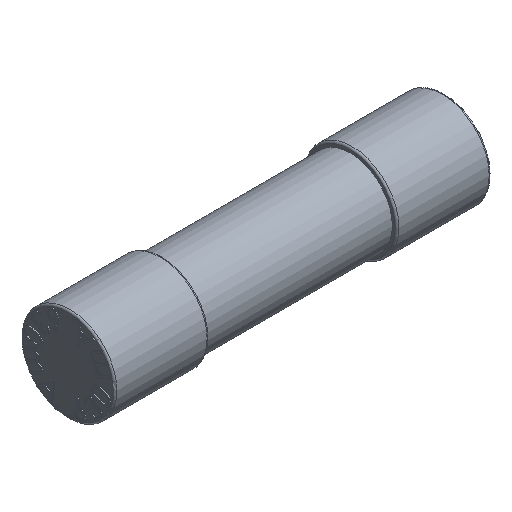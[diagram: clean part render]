
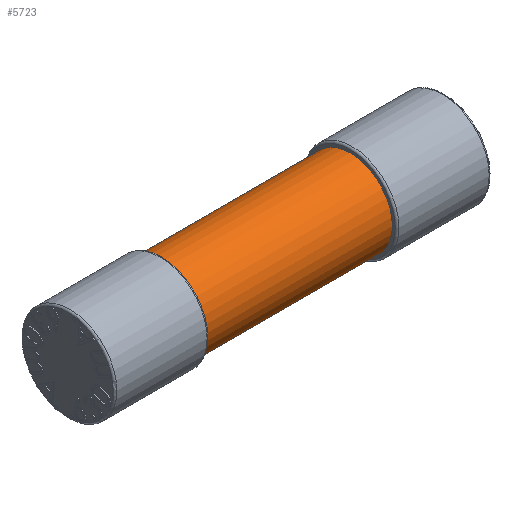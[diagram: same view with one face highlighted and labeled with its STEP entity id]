
A CAD part, isometric view. The second image highlights one B-rep face of the part: STEP entity #5723.
In plain terms, the highlighted cylindrical face has radius 2.25 mm (diameter 4.5 mm), a full revolution.
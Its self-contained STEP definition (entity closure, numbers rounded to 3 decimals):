
#4875 = CYLINDRICAL_SURFACE ( 'NONE', #11857, 2.25 ) ;
#5723 = ADVANCED_FACE ( 'NONE', ( #22164, #21515 ), #4875, .T. ) ;
#5752 = CARTESIAN_POINT ( 'NONE',  ( 9.75, 0., 0. ) ) ;
#6585 = CARTESIAN_POINT ( 'NONE',  ( 9.75, 2.25, 0. ) ) ;
#7022 = ORIENTED_EDGE ( 'NONE', *, *, #18337, .T. ) ;
#7823 = DIRECTION ( 'NONE',  ( 0., 1., 0. ) ) ;
#8280 = VERTEX_POINT ( 'NONE', #21142 ) ;
#9982 = DIRECTION ( 'NONE',  ( 1., 0., 0. ) ) ;
#11254 = DIRECTION ( 'NONE',  ( 0., 1., 0. ) ) ;
#11669 = ORIENTED_EDGE ( 'NONE', *, *, #17701, .F. ) ;
#11857 = AXIS2_PLACEMENT_3D ( 'NONE', #19531, #17517, #11254 ) ;
#13752 = AXIS2_PLACEMENT_3D ( 'NONE', #22448, #9982, #24532 ) ;
#13803 = VERTEX_POINT ( 'NONE', #6585 ) ;
#17517 = DIRECTION ( 'NONE',  ( 1., 0., 0. ) ) ;
#17701 = EDGE_CURVE ( 'NONE', #13803, #13803, #20218, .T. ) ;
#18337 = EDGE_CURVE ( 'NONE', #8280, #8280, #21144, .T. ) ;
#19290 = EDGE_LOOP ( 'NONE', ( #11669 ) ) ;
#19531 = CARTESIAN_POINT ( 'NONE',  ( 0., 0., 0. ) ) ;
#20080 = EDGE_LOOP ( 'NONE', ( #7022 ) ) ;
#20218 = CIRCLE ( 'NONE', #27015, 2.25 ) ;
#20314 = DIRECTION ( 'NONE',  ( 1., 0., 0. ) ) ;
#21142 = CARTESIAN_POINT ( 'NONE',  ( -9.75, 2.25, 0. ) ) ;
#21144 = CIRCLE ( 'NONE', #13752, 2.25 ) ;
#21515 = FACE_OUTER_BOUND ( 'NONE', #20080, .T. ) ;
#22164 = FACE_OUTER_BOUND ( 'NONE', #19290, .T. ) ;
#22448 = CARTESIAN_POINT ( 'NONE',  ( -9.75, 0., 0. ) ) ;
#24532 = DIRECTION ( 'NONE',  ( 0., 1., 0. ) ) ;
#27015 = AXIS2_PLACEMENT_3D ( 'NONE', #5752, #20314, #7823 ) ;
